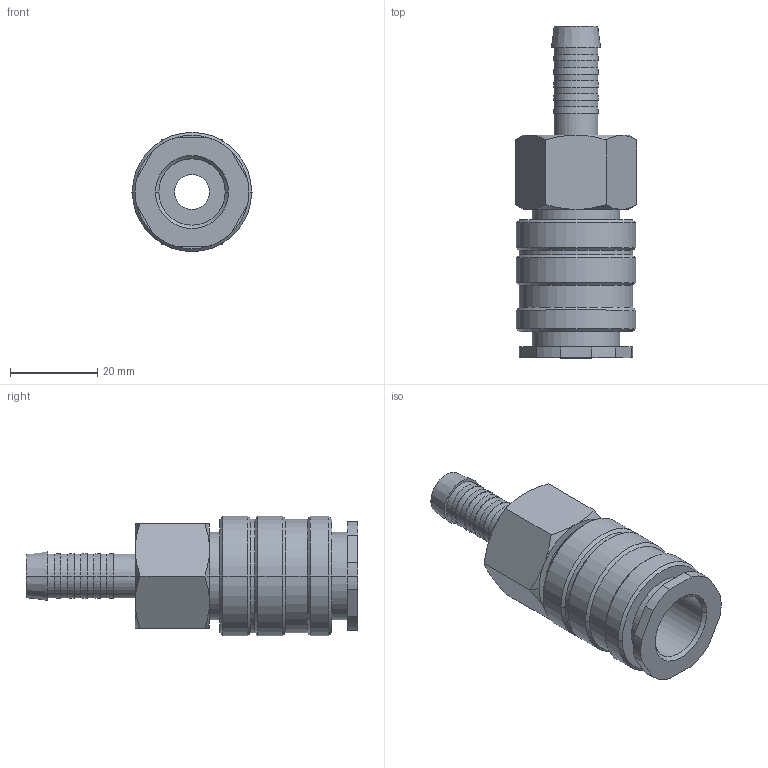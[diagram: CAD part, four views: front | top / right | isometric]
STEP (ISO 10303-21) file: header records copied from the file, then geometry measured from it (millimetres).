
FILE_DESCRIPTION(('STEP AP214'),'1');
FILE_NAME('esig_10_tab.stp','2020-03-05T09:00:10',('TraceParts'),('TraceParts S.A.'),'Spatial InterOp 3D',' ',' ');
FILE_SCHEMA(('automotive_design'));
Length unit declared in the file: millimetre
Products named in the file (1): 1
Bounding box: 27.71 x 76 x 27.3 mm (x, y, z)
Volume: 21395.9 mm3; surface area: 9224.9 mm2
Topology: 1 solids, 1 shells, 106 faces, 228 edges, 136 vertices
Faces by surface type: cone 42, cylinder 38, plane 26
Entity records: 3752 total; most frequent: CARTESIAN_POINT 567, DIRECTION 530, ORIENTED_EDGE 456, EDGE_CURVE 228, AXIS2_PLACEMENT_3D 219, VERTEX_POINT 136, EDGE_LOOP 120, CIRCLE 112
